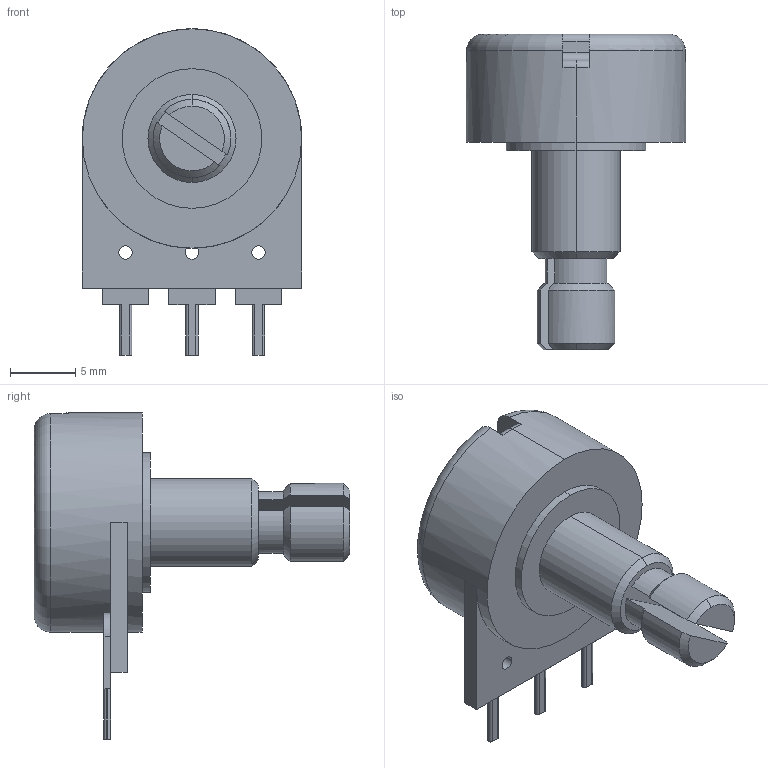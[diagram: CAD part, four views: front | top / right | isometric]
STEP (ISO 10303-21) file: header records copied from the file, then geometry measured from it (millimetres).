
FILE_DESCRIPTION(('FreeCAD Model'),'2;1');
FILE_NAME('User Library-User Library-Potentiometer.step','2017-09-30T22:21:34',( 'kicad StepUp'),('ksu MCAD'),'Open CASCADE STEP processor 6.8', 'FreeCAD','Unknown');
FILE_SCHEMA(('AUTOMOTIVE_DESIGN_CC2 { 1 2 10303 214 -1 1 5 4 }'));
Length unit declared in the file: millimetre
Products named in the file (1): User_Library-User_Library-Potentiometer
Bounding box: 16.76 x 24.13 x 24.94 mm (x, y, z)
Volume: 2405.2 mm3; surface area: 1508.4 mm2
Topology: 1 solids, 1 shells, 101 faces, 278 edges, 181 vertices
Faces by surface type: plane 51, cylinder 38, cone 8, torus 4
Entity records: 4002 total; most frequent: CARTESIAN_POINT 615, DIRECTION 581, ORIENTED_EDGE 556, EDGE_CURVE 278, AXIS2_PLACEMENT_3D 213, VERTEX_POINT 181, LINE 155, VECTOR 155
